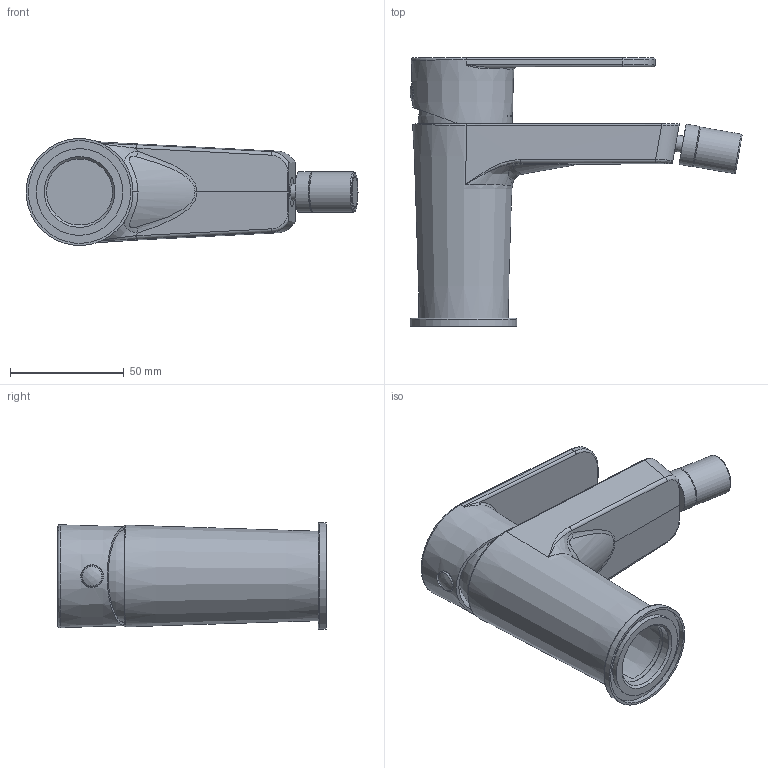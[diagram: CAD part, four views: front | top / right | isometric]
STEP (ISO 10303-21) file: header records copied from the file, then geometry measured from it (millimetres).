
FILE_DESCRIPTION (( 'STEP AP203' ), '1' );
FILE_NAME ('STEP36B300355.STEP', '2020-07-21T09:28:25', ( '' ), ( '' ), 'SwSTEP 2.0', 'SolidWorks 2018', '' );
FILE_SCHEMA (( 'CONFIG_CONTROL_DESIGN' ));
Length unit declared in the file: millimetre
Products named in the file (1): STEP36B300355
Bounding box: 145.71 x 117.86 x 46.86 mm (x, y, z)
Volume: 90728.2 mm3; surface area: 63932.7 mm2
Topology: 8 solids, 8 shells, 280 faces, 642 edges, 399 vertices
Faces by surface type: bspline 85, cylinder 82, plane 77, cone 23, torus 12, sphere 1
Full cylindrical faces by diameter (mm): 5 x1, 6.8 x2, 7 x1, 7.2 x1, 9.5 x1, 10 x1, 11 x1, 12 x1, 13.3 x1, 14 x1, 14.2 x1, 14.5 x1, 15 x2, 16 x1, 17.6 x1, 18 x1, 29 x1, 29.626 x1, 30.3 x1, 31 x1, 31.8 x1, 32 x1, 32.8 x1, 35.2 x2, 35.8 x2, 37 x1, 38 x1, 45 x1, 47 x1
Entity records: 17124 total; most frequent: CARTESIAN_POINT 12107, ORIENTED_EDGE 1132, DIRECTION 689, EDGE_CURVE 566, VERTEX_POINT 382, EDGE_LOOP 372, B_SPLINE_CURVE_WITH_KNOTS 344, FACE_OUTER_BOUND 320
